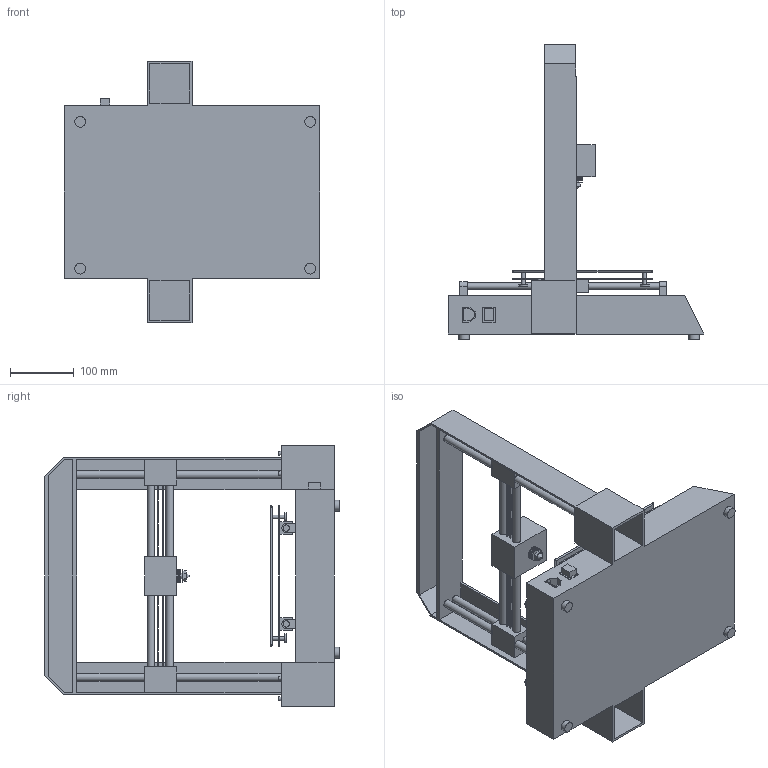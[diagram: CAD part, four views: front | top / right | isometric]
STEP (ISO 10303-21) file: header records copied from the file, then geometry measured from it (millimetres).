
FILE_DESCRIPTION(/* description */ (''),/* implementation_level */ '2;1');
FILE_NAME(/* name */ 'Modell Anycubic I3 Mega.stp',/* time_stamp */ '2020-01-19T16:17:57+01:00',/* author */ ('Anwender'),/* organization */ (''),/* preprocessor_version */ 'ST-DEVELOPER v18',/* originating_system */ 'Autodesk Inventor 2020',/* authorisation */ '');
FILE_SCHEMA (('AUTOMOTIVE_DESIGN { 1 0 10303 214 3 1 1 }'));
Length unit declared in the file: millimetre
Products named in the file (1): Modell Anycubic I3 Mega
Bounding box: 400 x 461 x 410 mm (x, y, z)
Volume: 7740249.6 mm3; surface area: 940209.2 mm2
Topology: 5 solids, 5 shells, 1146 faces, 3287 edges, 2194 vertices
Faces by surface type: plane 848, cylinder 289, bspline 4, sphere 4, cone 1
Full cylindrical faces by diameter (mm): 0.8 x1, 6 x16, 8 x4, 10 x8, 10.678 x2, 11.452 x4, 12 x6, 14 x4, 16.874 x4, 20 x4
Entity records: 37891 total; most frequent: CARTESIAN_POINT 6659, ORIENTED_EDGE 6572, DIRECTION 6190, EDGE_CURVE 3286, LINE 2668, VECTOR 2668, VERTEX_POINT 2192, AXIS2_PLACEMENT_3D 1761
